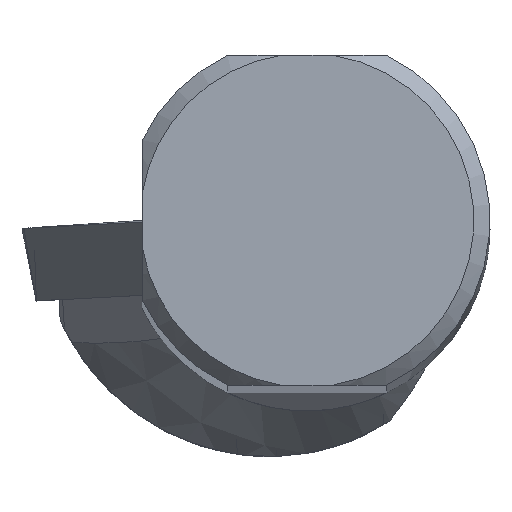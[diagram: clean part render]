
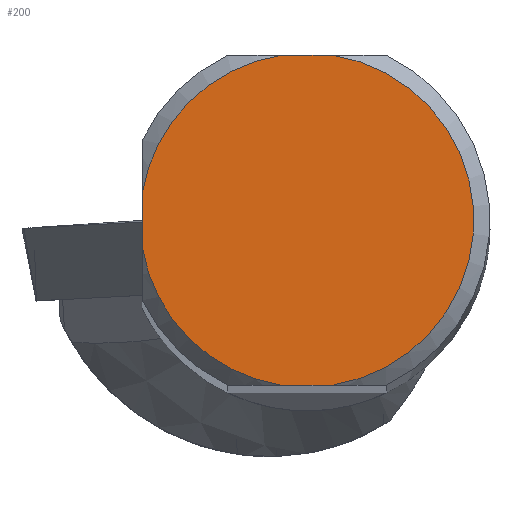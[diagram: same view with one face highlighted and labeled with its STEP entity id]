
A CAD part, top view. The second image highlights one B-rep face of the part: STEP entity #200.
In plain terms, the highlighted planar face has unit normal (0, 0, 1).
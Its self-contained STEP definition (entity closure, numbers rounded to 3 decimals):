
#156=FACE_OUTER_BOUND('',#401,.T.);
#200=ADVANCED_FACE('',(#156),#231,.T.);
#231=PLANE('',#1031);
#268=LINE('',#1579,#319);
#281=LINE('',#1696,#332);
#282=LINE('',#1697,#333);
#319=VECTOR('',#1182,1.);
#332=VECTOR('',#1241,1.);
#333=VECTOR('',#1242,1.);
#401=EDGE_LOOP('',(#565,#566,#567,#568,#569,#570));
#565=ORIENTED_EDGE('',*,*,#831,.F.);
#566=ORIENTED_EDGE('',*,*,#826,.T.);
#567=ORIENTED_EDGE('',*,*,#832,.F.);
#568=ORIENTED_EDGE('',*,*,#829,.T.);
#569=ORIENTED_EDGE('',*,*,#793,.F.);
#570=ORIENTED_EDGE('',*,*,#828,.T.);
#701=VERTEX_POINT('',#1578);
#702=VERTEX_POINT('',#1580);
#726=VERTEX_POINT('',#1674);
#727=VERTEX_POINT('',#1679);
#728=VERTEX_POINT('',#1686);
#729=VERTEX_POINT('',#1690);
#793=EDGE_CURVE('',#701,#702,#268,.T.);
#826=EDGE_CURVE('',#726,#727,#873,.T.);
#828=EDGE_CURVE('',#701,#728,#874,.T.);
#829=EDGE_CURVE('',#729,#702,#875,.T.);
#831=EDGE_CURVE('',#726,#728,#281,.T.);
#832=EDGE_CURVE('',#729,#727,#282,.T.);
#873=CIRCLE('',#1025,7.23);
#874=CIRCLE('',#1027,7.23);
#875=CIRCLE('',#1029,7.23);
#1025=AXIS2_PLACEMENT_3D('',#1680,#1229,#1230);
#1027=AXIS2_PLACEMENT_3D('',#1687,#1233,#1234);
#1029=AXIS2_PLACEMENT_3D('',#1689,#1237,#1238);
#1031=AXIS2_PLACEMENT_3D('',#1698,#1243,#1244);
#1182=DIRECTION('',(0.,1.,0.));
#1229=DIRECTION('',(0.,0.,1.));
#1230=DIRECTION('',(1.,0.,0.));
#1233=DIRECTION('',(0.,0.,1.));
#1234=DIRECTION('',(1.,0.,0.));
#1237=DIRECTION('',(0.,0.,1.));
#1238=DIRECTION('',(1.,0.,0.));
#1241=DIRECTION('',(-1.,0.,0.));
#1242=DIRECTION('',(1.,0.,0.));
#1243=DIRECTION('',(0.,0.,1.));
#1244=DIRECTION('',(1.,0.,0.));
#1578=CARTESIAN_POINT('',(-7.13,-1.198,0.));
#1579=CARTESIAN_POINT('',(-7.13,0.,0.));
#1580=CARTESIAN_POINT('',(-7.13,1.198,0.));
#1674=CARTESIAN_POINT('',(1.137,-7.14,0.));
#1679=CARTESIAN_POINT('',(1.137,7.14,0.));
#1680=CARTESIAN_POINT('',(0.,0.,0.));
#1686=CARTESIAN_POINT('',(-1.137,-7.14,0.));
#1687=CARTESIAN_POINT('',(0.,0.,0.));
#1689=CARTESIAN_POINT('',(0.,0.,0.));
#1690=CARTESIAN_POINT('',(-1.137,7.14,0.));
#1696=CARTESIAN_POINT('',(0.,-7.14,0.));
#1697=CARTESIAN_POINT('',(0.,7.14,0.));
#1698=CARTESIAN_POINT('',(0.,0.,
0.));
